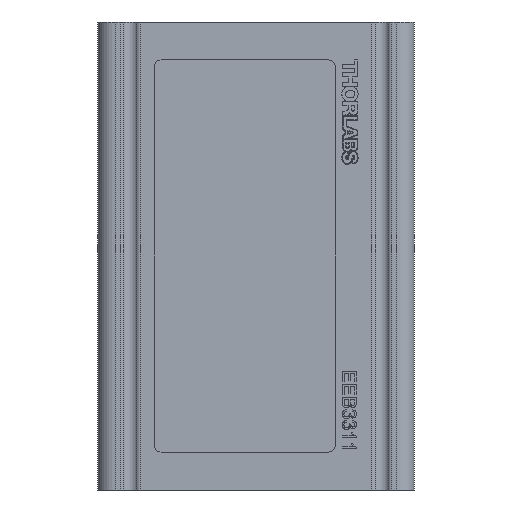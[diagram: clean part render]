
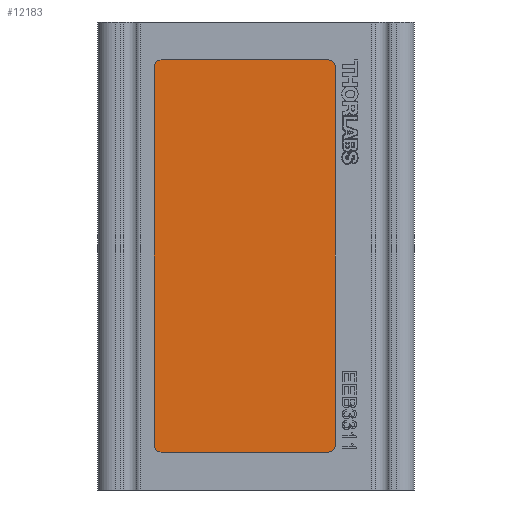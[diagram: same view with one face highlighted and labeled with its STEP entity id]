
A CAD part, left-side view. The second image highlights one B-rep face of the part: STEP entity #12183.
In plain terms, the highlighted planar face has unit normal (-1, 0, 0).
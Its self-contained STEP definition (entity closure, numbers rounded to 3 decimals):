
#11992 = VERTEX_POINT('',#11993);
#11993 = CARTESIAN_POINT('',(-12.675,-14.351,76.563));
#11999 = EDGE_CURVE('',#11992,#12000,#12002,.T.);
#12000 = VERTEX_POINT('',#12001);
#12001 = CARTESIAN_POINT('',(-12.675,-13.081,77.833));
#12002 = CIRCLE('',#12003,1.27);
#12003 = AXIS2_PLACEMENT_3D('',#12004,#12005,#12006);
#12004 = CARTESIAN_POINT('',(-12.675,-13.081,76.563));
#12005 = DIRECTION('',(-1.,0.,0.));
#12006 = DIRECTION('',(0.,0.,1.));
#12025 = EDGE_CURVE('',#12026,#11992,#12028,.T.);
#12026 = VERTEX_POINT('',#12027);
#12027 = CARTESIAN_POINT('',(-12.675,-14.351,8.237));
#12028 = LINE('',#12029,#12030);
#12029 = CARTESIAN_POINT('',(-12.675,-14.351,8.237));
#12030 = VECTOR('',#12031,1.);
#12031 = DIRECTION('',(0.,0.,1.));
#12048 = VERTEX_POINT('',#12049);
#12049 = CARTESIAN_POINT('',(-12.675,-13.081,6.967));
#12055 = EDGE_CURVE('',#12048,#12026,#12056,.T.);
#12056 = CIRCLE('',#12057,1.27);
#12057 = AXIS2_PLACEMENT_3D('',#12058,#12059,#12060);
#12058 = CARTESIAN_POINT('',(-12.675,-13.081,8.237));
#12059 = DIRECTION('',(-1.,0.,0.));
#12060 = DIRECTION('',(0.,0.,1.));
#12074 = EDGE_CURVE('',#12075,#12048,#12077,.T.);
#12075 = VERTEX_POINT('',#12076);
#12076 = CARTESIAN_POINT('',(-12.675,17.145,6.967));
#12077 = LINE('',#12078,#12079);
#12078 = CARTESIAN_POINT('',(-12.675,17.145,6.967));
#12079 = VECTOR('',#12080,1.);
#12080 = DIRECTION('',(0.,-1.,0.));
#12097 = VERTEX_POINT('',#12098);
#12098 = CARTESIAN_POINT('',(-12.675,18.415,8.237));
#12104 = EDGE_CURVE('',#12097,#12075,#12105,.T.);
#12105 = CIRCLE('',#12106,1.27);
#12106 = AXIS2_PLACEMENT_3D('',#12107,#12108,#12109);
#12107 = CARTESIAN_POINT('',(-12.675,17.145,8.237));
#12108 = DIRECTION('',(-1.,0.,0.));
#12109 = DIRECTION('',(0.,0.,1.));
#12123 = EDGE_CURVE('',#12124,#12097,#12126,.T.);
#12124 = VERTEX_POINT('',#12125);
#12125 = CARTESIAN_POINT('',(-12.675,18.415,76.563));
#12126 = LINE('',#12127,#12128);
#12127 = CARTESIAN_POINT('',(-12.675,18.415,76.563));
#12128 = VECTOR('',#12129,1.);
#12129 = DIRECTION('',(0.,0.,-1.));
#12146 = VERTEX_POINT('',#12147);
#12147 = CARTESIAN_POINT('',(-12.675,17.145,77.833));
#12153 = EDGE_CURVE('',#12146,#12124,#12154,.T.);
#12154 = CIRCLE('',#12155,1.27);
#12155 = AXIS2_PLACEMENT_3D('',#12156,#12157,#12158);
#12156 = CARTESIAN_POINT('',(-12.675,17.145,76.563));
#12157 = DIRECTION('',(-1.,0.,0.));
#12158 = DIRECTION('',(0.,0.,1.));
#12172 = EDGE_CURVE('',#12000,#12146,#12173,.T.);
#12173 = LINE('',#12174,#12175);
#12174 = CARTESIAN_POINT('',(-12.675,-13.081,77.833));
#12175 = VECTOR('',#12176,1.);
#12176 = DIRECTION('',(0.,1.,0.));
#12183 = ADVANCED_FACE('',(#12184),#12194,.T.);
#12184 = FACE_BOUND('',#12185,.T.);
#12185 = EDGE_LOOP('',(#12186,#12187,#12188,#12189,#12190,#12191,#12192,
    #12193));
#12186 = ORIENTED_EDGE('',*,*,#11999,.T.);
#12187 = ORIENTED_EDGE('',*,*,#12172,.T.);
#12188 = ORIENTED_EDGE('',*,*,#12153,.T.);
#12189 = ORIENTED_EDGE('',*,*,#12123,.T.);
#12190 = ORIENTED_EDGE('',*,*,#12104,.T.);
#12191 = ORIENTED_EDGE('',*,*,#12074,.T.);
#12192 = ORIENTED_EDGE('',*,*,#12055,.T.);
#12193 = ORIENTED_EDGE('',*,*,#12025,.T.);
#12194 = PLANE('',#12195);
#12195 = AXIS2_PLACEMENT_3D('',#12196,#12197,#12198);
#12196 = CARTESIAN_POINT('',(-12.675,-13.081,76.563));
#12197 = DIRECTION('',(-1.,0.,0.));
#12198 = DIRECTION('',(0.,0.,1.));
